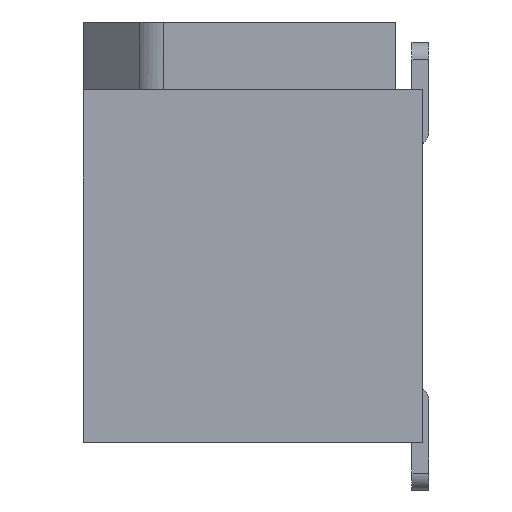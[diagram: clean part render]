
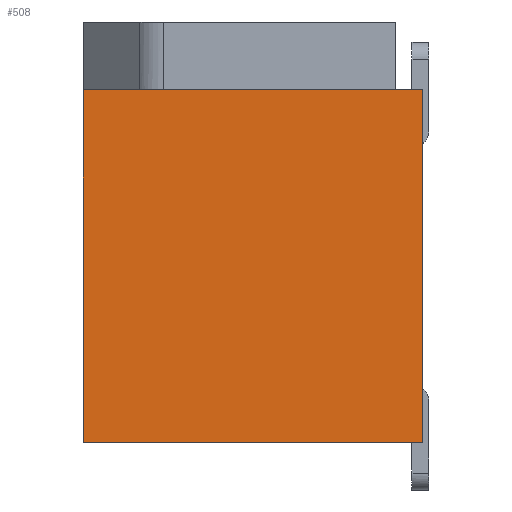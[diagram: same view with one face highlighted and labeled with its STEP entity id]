
A CAD part, left-side view. The second image highlights one B-rep face of the part: STEP entity #508.
In plain terms, the highlighted planar face has unit normal (-1, 0, 0).
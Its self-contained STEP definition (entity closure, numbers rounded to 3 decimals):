
#444=CARTESIAN_POINT('',(10.16,3.9,-2.8));
#445=DIRECTION('',(0.,0.,1.));
#446=DIRECTION('',(-1.,0.,0.));
#447=AXIS2_PLACEMENT_3D('',#444,#446,#445);
#448=PLANE('',#447);
#449=CARTESIAN_POINT('',(10.16,1.4,-5.4));
#450=VERTEX_POINT('',#449);
#451=CARTESIAN_POINT('',(10.16,1.8,-5.4));
#452=VERTEX_POINT('',#451);
#453=CARTESIAN_POINT('',(10.16,1.4,-5.4));
#454=DIRECTION('',(0.,1.,0.));
#455=VECTOR('',#454,0.4);
#456=LINE('',#453,#455);
#457=EDGE_CURVE('',#450,#452,#456,.T.);
#458=ORIENTED_EDGE('',*,*,#457,.F.);
#459=CARTESIAN_POINT('',(10.16,1.4,-0.2));
#460=VERTEX_POINT('',#459);
#461=CARTESIAN_POINT('',(10.16,1.4,-0.2));
#462=DIRECTION('',(0.,0.,-1.));
#463=VECTOR('',#462,5.2);
#464=LINE('',#461,#463);
#465=EDGE_CURVE('',#460,#450,#464,.T.);
#466=ORIENTED_EDGE('',*,*,#465,.F.);
#467=CARTESIAN_POINT('',(10.16,1.8,-0.2));
#468=VERTEX_POINT('',#467);
#469=CARTESIAN_POINT('',(10.16,1.4,-0.2));
#470=DIRECTION('',(0.,1.,0.));
#471=VECTOR('',#470,0.4);
#472=LINE('',#469,#471);
#473=EDGE_CURVE('',#460,#468,#472,.T.);
#474=ORIENTED_EDGE('',*,*,#473,.T.);
#475=CARTESIAN_POINT('',(10.16,6.4,-0.2));
#476=VERTEX_POINT('',#475);
#477=CARTESIAN_POINT('',(10.16,6.4,-0.2));
#478=CARTESIAN_POINT('',(10.16,5.48,-0.2));
#479=CARTESIAN_POINT('',(10.16,4.56,-0.2));
#480=CARTESIAN_POINT('',(10.16,3.64,-0.2));
#481=CARTESIAN_POINT('',(10.16,2.72,-0.2));
#482=CARTESIAN_POINT('',(10.16,1.8,-0.2));
#483=B_SPLINE_CURVE_WITH_KNOTS('',5,(#477,#478,#479,#480,#481,#482),.UNSPECIFIED.,.F.,.U.,(6,6),(0.,4.6),.UNSPECIFIED.);
#484=EDGE_CURVE('',#476,#468,#483,.T.);
#485=ORIENTED_EDGE('',*,*,#484,.F.);
#486=CARTESIAN_POINT('',(10.16,6.4,-5.4));
#487=VERTEX_POINT('',#486);
#488=CARTESIAN_POINT('',(10.16,6.4,-0.2));
#489=CARTESIAN_POINT('',(10.16,6.4,-1.24));
#490=CARTESIAN_POINT('',(10.16,6.4,-2.28));
#491=CARTESIAN_POINT('',(10.16,6.4,-3.32));
#492=CARTESIAN_POINT('',(10.16,6.4,-4.36));
#493=CARTESIAN_POINT('',(10.16,6.4,-5.4));
#494=B_SPLINE_CURVE_WITH_KNOTS('',5,(#488,#489,#490,#491,#492,#493),.UNSPECIFIED.,.F.,.U.,(6,6),(0.,5.2),.UNSPECIFIED.);
#495=EDGE_CURVE('',#476,#487,#494,.T.);
#496=ORIENTED_EDGE('',*,*,#495,.T.);
#497=CARTESIAN_POINT('',(10.16,6.4,-5.4));
#498=CARTESIAN_POINT('',(10.16,5.48,-5.4));
#499=CARTESIAN_POINT('',(10.16,4.56,-5.4));
#500=CARTESIAN_POINT('',(10.16,3.64,-5.4));
#501=CARTESIAN_POINT('',(10.16,2.72,-5.4));
#502=CARTESIAN_POINT('',(10.16,1.8,-5.4));
#503=B_SPLINE_CURVE_WITH_KNOTS('',5,(#497,#498,#499,#500,#501,#502),.UNSPECIFIED.,.F.,.U.,(6,6),(0.,4.6),.UNSPECIFIED.);
#504=EDGE_CURVE('',#487,#452,#503,.T.);
#505=ORIENTED_EDGE('',*,*,#504,.T.);
#506=EDGE_LOOP('',(#458,#466,#474,#485,#496,#505));
#507=FACE_OUTER_BOUND('',#506,.T.);
#508=ADVANCED_FACE('',(#507),#448,.T.);
